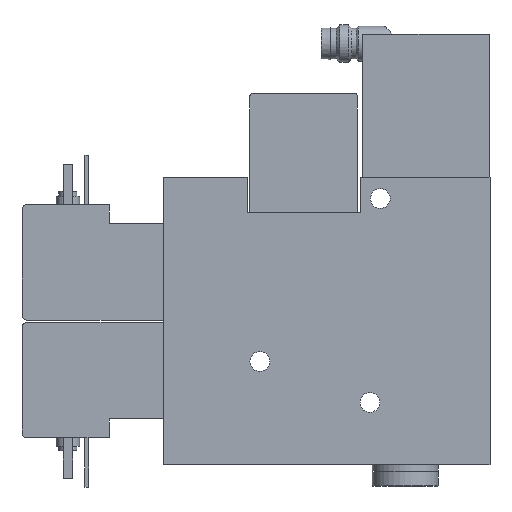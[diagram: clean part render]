
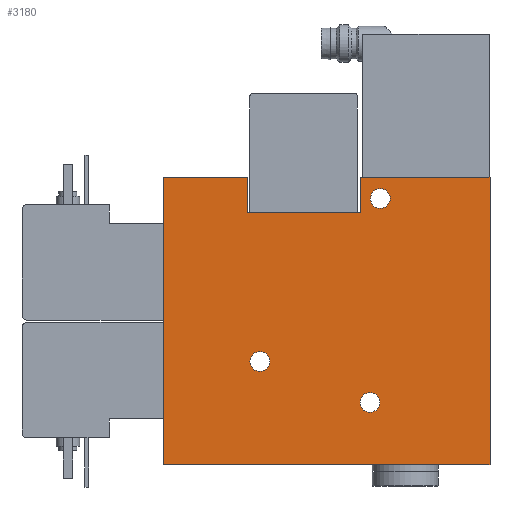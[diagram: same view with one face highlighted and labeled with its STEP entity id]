
A CAD part, left-side view. The second image highlights one B-rep face of the part: STEP entity #3180.
In plain terms, the highlighted face is planar.
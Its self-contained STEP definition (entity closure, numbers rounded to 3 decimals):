
#66=PLANE('',#3366);
#165=LINE('',#4313,#344);
#169=LINE('',#4322,#348);
#176=LINE('',#4336,#355);
#179=LINE('',#4342,#358);
#186=LINE('',#4356,#365);
#189=LINE('',#4372,#368);
#192=LINE('',#4384,#371);
#203=LINE('',#4406,#382);
#344=VECTOR('',#3624,1000.);
#348=VECTOR('',#3630,1000.);
#355=VECTOR('',#3639,1000.);
#358=VECTOR('',#3644,1000.);
#365=VECTOR('',#3653,1000.);
#368=VECTOR('',#3668,1000.);
#371=VECTOR('',#3679,1000.);
#382=VECTOR('',#3692,1000.);
#600=ORIENTED_EDGE('',*,*,#1141,.F.);
#601=ORIENTED_EDGE('',*,*,#1142,.F.);
#602=ORIENTED_EDGE('',*,*,#1143,.F.);
#603=ORIENTED_EDGE('',*,*,#1090,.F.);
#604=ORIENTED_EDGE('',*,*,#1136,.F.);
#605=ORIENTED_EDGE('',*,*,#1125,.F.);
#606=ORIENTED_EDGE('',*,*,#1119,.F.);
#607=ORIENTED_EDGE('',*,*,#1111,.F.);
#608=ORIENTED_EDGE('',*,*,#1104,.F.);
#609=ORIENTED_EDGE('',*,*,#1101,.F.);
#610=ORIENTED_EDGE('',*,*,#1094,.F.);
#1090=EDGE_CURVE('',#1367,#1368,#165,.T.);
#1094=EDGE_CURVE('',#1368,#1371,#169,.T.);
#1101=EDGE_CURVE('',#1371,#1377,#176,.T.);
#1104=EDGE_CURVE('',#1377,#1379,#179,.T.);
#1111=EDGE_CURVE('',#1379,#1385,#186,.T.);
#1119=EDGE_CURVE('',#1385,#1392,#189,.T.);
#1125=EDGE_CURVE('',#1392,#1397,#192,.T.);
#1136=EDGE_CURVE('',#1397,#1367,#203,.T.);
#1141=EDGE_CURVE('',#1410,#1410,#1582,.T.);
#1142=EDGE_CURVE('',#1411,#1411,#1583,.T.);
#1143=EDGE_CURVE('',#1412,#1412,#1584,.T.);
#1367=VERTEX_POINT('',#4314);
#1368=VERTEX_POINT('',#4315);
#1371=VERTEX_POINT('',#4323);
#1377=VERTEX_POINT('',#4337);
#1379=VERTEX_POINT('',#4343);
#1385=VERTEX_POINT('',#4357);
#1392=VERTEX_POINT('',#4373);
#1397=VERTEX_POINT('',#4385);
#1410=VERTEX_POINT('',#4417);
#1411=VERTEX_POINT('',#4419);
#1412=VERTEX_POINT('',#4421);
#1582=CIRCLE('',#3367,2.1);
#1583=CIRCLE('',#3368,2.1);
#1584=CIRCLE('',#3369,2.1);
#1690=EDGE_LOOP('',(#600));
#1691=EDGE_LOOP('',(#601));
#1692=EDGE_LOOP('',(#602));
#1693=EDGE_LOOP('',(#603,#604,#605,#606,#607,#608,#609,#610));
#1940=FACE_BOUND('',#1690,.T.);
#1941=FACE_BOUND('',#1691,.T.);
#1942=FACE_BOUND('',#1692,.T.);
#1943=FACE_BOUND('',#1693,.T.);
#3180=ADVANCED_FACE('',(#1940,#1941,#1942,#1943),#66,.F.);
#3366=AXIS2_PLACEMENT_3D('',#4415,#3702,#3703);
#3367=AXIS2_PLACEMENT_3D('',#4416,#3704,#3705);
#3368=AXIS2_PLACEMENT_3D('',#4418,#3706,#3707);
#3369=AXIS2_PLACEMENT_3D('',#4420,#3708,#3709);
#3624=DIRECTION('',(0.,-1.,0.));
#3630=DIRECTION('',(1.,0.,0.));
#3639=DIRECTION('',(0.,-1.,0.));
#3644=DIRECTION('',(-1.,0.,0.));
#3653=DIRECTION('',(0.,-1.,0.));
#3668=DIRECTION('',(1.,0.,0.));
#3679=DIRECTION('',(0.,1.,0.));
#3692=DIRECTION('',(-1.,0.,0.));
#3702=DIRECTION('',(0.,0.,1.));
#3703=DIRECTION('',(1.,0.,0.));
#3704=DIRECTION('',(0.,0.,-1.));
#3705=DIRECTION('',(-1.,0.,0.));
#3706=DIRECTION('',(0.,0.,-1.));
#3707=DIRECTION('',(-1.,0.,0.));
#3708=DIRECTION('',(0.,0.,-1.));
#3709=DIRECTION('',(-1.,0.,0.));
#4313=CARTESIAN_POINT('',(-61.,69.4,-9.));
#4314=CARTESIAN_POINT('',(-61.,69.4,-9.));
#4315=CARTESIAN_POINT('',(-61.,51.407,-9.));
#4322=CARTESIAN_POINT('',(-61.,51.407,-9.));
#4323=CARTESIAN_POINT('',(-53.509,51.407,-9.));
#4336=CARTESIAN_POINT('',(-53.509,51.407,-9.));
#4337=CARTESIAN_POINT('',(-53.509,27.4,-9.));
#4342=CARTESIAN_POINT('',(-53.509,27.4,-9.));
#4343=CARTESIAN_POINT('',(-61.,27.4,-9.));
#4356=CARTESIAN_POINT('',(-61.,27.4,-9.));
#4357=CARTESIAN_POINT('',(-61.,0.,-9.));
#4372=CARTESIAN_POINT('',(-61.,0.,-9.));
#4373=CARTESIAN_POINT('',(0.,0.,-9.));
#4384=CARTESIAN_POINT('',(0.,0.,-9.));
#4385=CARTESIAN_POINT('',(0.,69.4,-9.));
#4406=CARTESIAN_POINT('',(0.,69.4,-9.));
#4415=CARTESIAN_POINT('',(0.,0.,-9.));
#4416=CARTESIAN_POINT('',(-56.5,23.3,-9.));
#4417=CARTESIAN_POINT('',(-58.6,23.3,-9.));
#4418=CARTESIAN_POINT('',(-21.9,48.9,-9.));
#4419=CARTESIAN_POINT('',(-24.,48.9,-9.));
#4420=CARTESIAN_POINT('',(-13.2,25.5,-9.));
#4421=CARTESIAN_POINT('',(-15.3,25.5,-9.));
